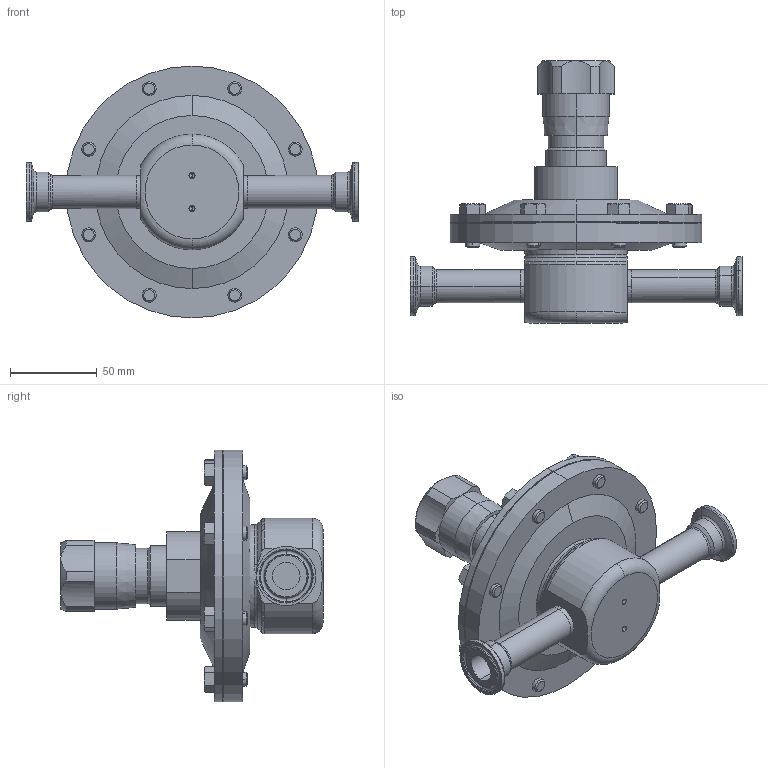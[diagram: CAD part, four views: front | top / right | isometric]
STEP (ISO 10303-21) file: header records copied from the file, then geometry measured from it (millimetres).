
FILE_DESCRIPTION (( 'STEP AP203' ), '1' );
FILE_NAME ('JSRLFLP-050-UA.STEP', '2017-06-28T12:47:00', ( '' ), ( '' ), 'SwSTEP 2.0', 'SolidWorks 2014', '' );
FILE_SCHEMA (( 'CONFIG_CONTROL_DESIGN' ));
Length unit declared in the file: inch
Products named in the file (2): JSRLFLP-050-UA
Bounding box: 190.83 x 150.75 x 144.78 mm (x, y, z)
Volume: 611991.6 mm3; surface area: 116337.6 mm2
Topology: 1 solids, 1 shells, 383 faces, 850 edges, 505 vertices
Faces by surface type: cone 146, plane 106, cylinder 95, torus 32, bspline 4
Entity records: 11386 total; most frequent: CARTESIAN_POINT 2740, DIRECTION 1885, ORIENTED_EDGE 1684, EDGE_CURVE 842, AXIS2_PLACEMENT_3D 798, VERTEX_POINT 505, EDGE_LOOP 441, CIRCLE 417
